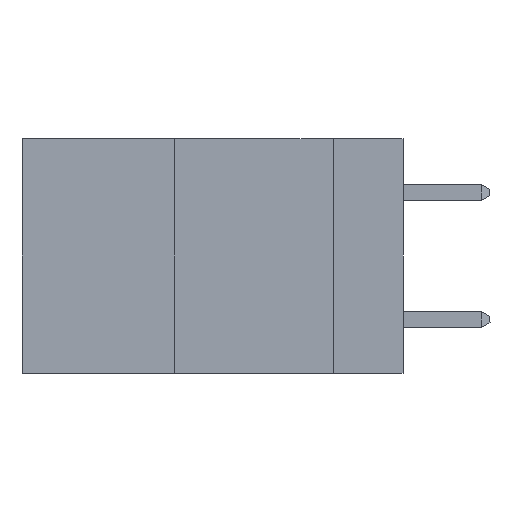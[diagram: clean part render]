
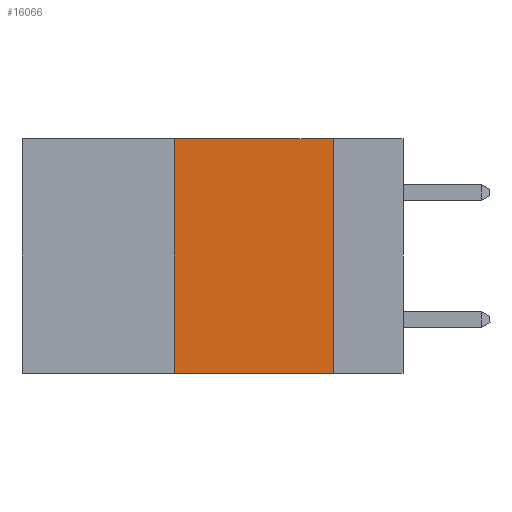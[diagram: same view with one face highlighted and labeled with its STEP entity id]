
A CAD part, left-side view. The second image highlights one B-rep face of the part: STEP entity #16066.
In plain terms, the highlighted planar face has unit normal (-1, 0, 0).
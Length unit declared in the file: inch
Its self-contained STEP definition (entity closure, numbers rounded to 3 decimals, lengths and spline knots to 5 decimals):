
#34 = LINE ( 'NONE', #3545, #3401 ) ;
#70 = ORIENTED_EDGE ( 'NONE', *, *, #887, .F. ) ;
#345 = CARTESIAN_POINT ( 'NONE',  ( 0., 0.36, -0.37 ) ) ;
#425 = VERTEX_POINT ( 'NONE', #15640 ) ;
#882 = EDGE_CURVE ( 'NONE', #6211, #425, #34, .T. ) ;
#887 = EDGE_CURVE ( 'NONE', #10124, #11114, #7358, .T. ) ;
#2204 = EDGE_LOOP ( 'NONE', ( #7940, #18160, #70, #19492 ) ) ;
#2487 = FACE_OUTER_BOUND ( 'NONE', #2204, .T. ) ;
#2954 = LINE ( 'NONE', #3544, #15612 ) ;
#3401 = VECTOR ( 'NONE', #18399, 39.37008 ) ;
#3544 = CARTESIAN_POINT ( 'NONE',  ( 0., 0.6, -0.37 ) ) ;
#3545 = CARTESIAN_POINT ( 'NONE',  ( 0., 0.11, 0. ) ) ;
#4777 = VECTOR ( 'NONE', #5377, 39.37008 ) ;
#5254 = DIRECTION ( 'NONE',  ( 0., -1., 0. ) ) ;
#5377 = DIRECTION ( 'NONE',  ( 0., -1., 0. ) ) ;
#6211 = VERTEX_POINT ( 'NONE', #6679 ) ;
#6679 = CARTESIAN_POINT ( 'NONE',  ( 0., 0.11, 0. ) ) ;
#7358 = LINE ( 'NONE', #20016, #19872 ) ;
#7940 = ORIENTED_EDGE ( 'NONE', *, *, #882, .F. ) ;
#8622 = DIRECTION ( 'NONE',  ( 0., 0., 1. ) ) ;
#10064 = DIRECTION ( 'NONE',  ( 0., 0., -1. ) ) ;
#10124 = VERTEX_POINT ( 'NONE', #345 ) ;
#10220 = LINE ( 'NONE', #13572, #4777 ) ;
#11114 = VERTEX_POINT ( 'NONE', #12683 ) ;
#11321 = EDGE_CURVE ( 'NONE', #10124, #425, #2954, .T. ) ;
#11569 = PLANE ( 'NONE',  #12212 ) ;
#11844 = EDGE_CURVE ( 'NONE', #11114, #6211, #10220, .T. ) ;
#12212 = AXIS2_PLACEMENT_3D ( 'NONE', #16575, #19828, #10064 ) ;
#12683 = CARTESIAN_POINT ( 'NONE',  ( 0., 0.36, 0. ) ) ;
#13572 = CARTESIAN_POINT ( 'NONE',  ( 0., 0.6, 0. ) ) ;
#15612 = VECTOR ( 'NONE', #5254, 39.37008 ) ;
#15640 = CARTESIAN_POINT ( 'NONE',  ( 0., 0.11, -0.37 ) ) ;
#16066 = ADVANCED_FACE ( 'NONE', ( #2487 ), #11569, .F. ) ;
#16575 = CARTESIAN_POINT ( 'NONE',  ( 0., 0.6, 0. ) ) ;
#18160 = ORIENTED_EDGE ( 'NONE', *, *, #11844, .F. ) ;
#18399 = DIRECTION ( 'NONE',  ( 0., 0., -1. ) ) ;
#19492 = ORIENTED_EDGE ( 'NONE', *, *, #11321, .T. ) ;
#19828 = DIRECTION ( 'NONE',  ( 1., 0., 0. ) ) ;
#19872 = VECTOR ( 'NONE', #8622, 39.37008 ) ;
#20016 = CARTESIAN_POINT ( 'NONE',  ( 0., 0.36, 0. ) ) ;
